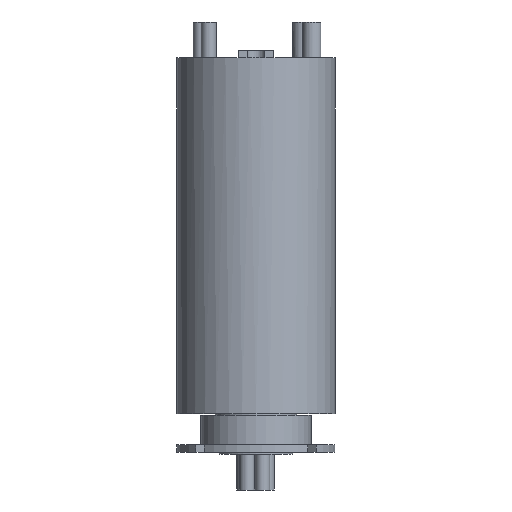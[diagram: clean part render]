
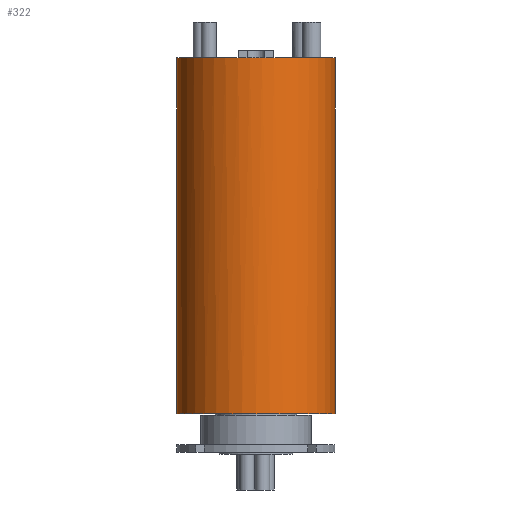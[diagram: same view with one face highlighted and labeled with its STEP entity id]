
A CAD part, front view. The second image highlights one B-rep face of the part: STEP entity #322.
In plain terms, the highlighted cylindrical face has radius 43 mm (diameter 86 mm), a partial arc.
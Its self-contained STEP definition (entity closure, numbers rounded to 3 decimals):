
#93 = EDGE_CURVE ( 'NONE', #2435, #3287, #1212, .T. ) ;
#217 = DIRECTION ( 'NONE',  ( 1., 0., 0. ) ) ;
#220 = CARTESIAN_POINT ( 'NONE',  ( 0., 0., 215.2 ) ) ;
#225 = DIRECTION ( 'NONE',  ( 0., 0., 1. ) ) ;
#234 = CARTESIAN_POINT ( 'NONE',  ( -43., 0., 215.2 ) ) ;
#239 = ORIENTED_EDGE ( 'NONE', *, *, #3133, .F. ) ;
#312 = AXIS2_PLACEMENT_3D ( 'NONE', #2139, #225, #2455 ) ;
#322 = ADVANCED_FACE ( 'NONE', ( #506 ), #409, .T. ) ;
#348 = CIRCLE ( 'NONE', #2616, 43. ) ;
#409 = CYLINDRICAL_SURFACE ( 'NONE', #3449, 43. ) ;
#506 = FACE_OUTER_BOUND ( 'NONE', #3864, .T. ) ;
#529 = DIRECTION ( 'NONE',  ( 1., 0., 0. ) ) ;
#605 = ORIENTED_EDGE ( 'NONE', *, *, #2411, .T. ) ;
#689 = AXIS2_PLACEMENT_3D ( 'NONE', #801, #3066, #1119 ) ;
#747 = EDGE_CURVE ( 'NONE', #1126, #3989, #348, .T. ) ;
#801 = CARTESIAN_POINT ( 'NONE',  ( 0., 0., 215.2 ) ) ;
#850 = CARTESIAN_POINT ( 'NONE',  ( 43., 0., 215.2 ) ) ;
#928 = ORIENTED_EDGE ( 'NONE', *, *, #93, .F. ) ;
#1006 = AXIS2_PLACEMENT_3D ( 'NONE', #220, #2451, #529 ) ;
#1011 = DIRECTION ( 'NONE',  ( 0., 0., -1. ) ) ;
#1102 = CIRCLE ( 'NONE', #689, 43. ) ;
#1111 = LINE ( 'NONE', #234, #1898 ) ;
#1119 = DIRECTION ( 'NONE',  ( 1., 0., 0. ) ) ;
#1126 = VERTEX_POINT ( 'NONE', #1197 ) ;
#1131 = CARTESIAN_POINT ( 'NONE',  ( 9.75, -41.88, 215.2 ) ) ;
#1197 = CARTESIAN_POINT ( 'NONE',  ( -43., 0., 215.2 ) ) ;
#1211 = CARTESIAN_POINT ( 'NONE',  ( 43., 0., 22. ) ) ;
#1212 = LINE ( 'NONE', #2950, #2924 ) ;
#1273 = VERTEX_POINT ( 'NONE', #1131 ) ;
#1428 = CARTESIAN_POINT ( 'NONE',  ( -43., 0., 22. ) ) ;
#1507 = EDGE_CURVE ( 'NONE', #1126, #3506, #1111, .T. ) ;
#1560 = DIRECTION ( 'NONE',  ( -1., 0., 0. ) ) ;
#1689 = EDGE_CURVE ( 'NONE', #3989, #1273, #3750, .T. ) ;
#1898 = VECTOR ( 'NONE', #3439, 1000. ) ;
#2126 = DIRECTION ( 'NONE',  ( 0., 0., 1. ) ) ;
#2139 = CARTESIAN_POINT ( 'NONE',  ( 0., 0., 22. ) ) ;
#2411 = EDGE_CURVE ( 'NONE', #3506, #3287, #2613, .T. ) ;
#2435 = VERTEX_POINT ( 'NONE', #850 ) ;
#2451 = DIRECTION ( 'NONE',  ( 0., 0., 1. ) ) ;
#2455 = DIRECTION ( 'NONE',  ( 1., 0., 0. ) ) ;
#2613 = CIRCLE ( 'NONE', #312, 43. ) ;
#2616 = AXIS2_PLACEMENT_3D ( 'NONE', #4051, #2126, #217 ) ;
#2914 = CARTESIAN_POINT ( 'NONE',  ( -9.75, -41.88, 215.2 ) ) ;
#2924 = VECTOR ( 'NONE', #1011, 1000. ) ;
#2950 = CARTESIAN_POINT ( 'NONE',  ( 43., 0., 215.2 ) ) ;
#3066 = DIRECTION ( 'NONE',  ( 0., 0., 1. ) ) ;
#3133 = EDGE_CURVE ( 'NONE', #1273, #2435, #1102, .T. ) ;
#3287 = VERTEX_POINT ( 'NONE', #1211 ) ;
#3439 = DIRECTION ( 'NONE',  ( 0., 0., -1. ) ) ;
#3449 = AXIS2_PLACEMENT_3D ( 'NONE', #4006, #3495, #1560 ) ;
#3495 = DIRECTION ( 'NONE',  ( 0., 0., -1. ) ) ;
#3506 = VERTEX_POINT ( 'NONE', #1428 ) ;
#3750 = CIRCLE ( 'NONE', #1006, 43. ) ;
#3864 = EDGE_LOOP ( 'NONE', ( #928, #239, #3905, #4102, #3936, #605 ) ) ;
#3905 = ORIENTED_EDGE ( 'NONE', *, *, #1689, .F. ) ;
#3936 = ORIENTED_EDGE ( 'NONE', *, *, #1507, .T. ) ;
#3989 = VERTEX_POINT ( 'NONE', #2914 ) ;
#4006 = CARTESIAN_POINT ( 'NONE',  ( 0., 0., 215.2 ) ) ;
#4051 = CARTESIAN_POINT ( 'NONE',  ( 0., 0., 215.2 ) ) ;
#4102 = ORIENTED_EDGE ( 'NONE', *, *, #747, .F. ) ;
